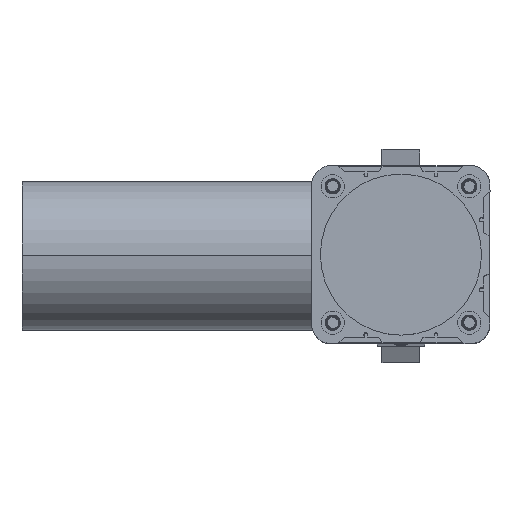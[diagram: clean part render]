
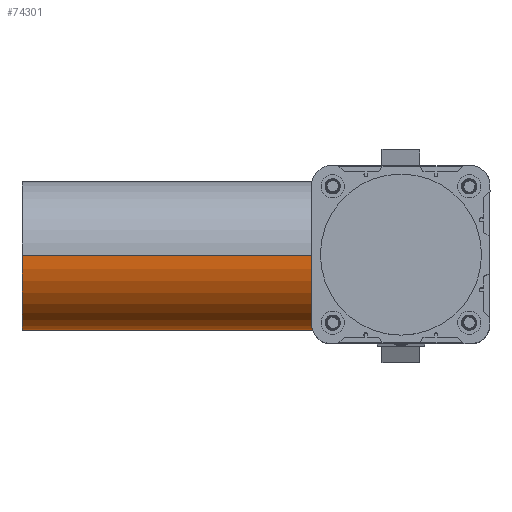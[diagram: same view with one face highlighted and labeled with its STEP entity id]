
A CAD part, top view. The second image highlights one B-rep face of the part: STEP entity #74301.
In plain terms, the highlighted cylindrical face has radius 78.5 mm (diameter 157 mm), a partial arc.
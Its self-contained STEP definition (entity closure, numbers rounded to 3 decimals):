
#159 = CIRCLE ( 'NONE', #38828, 78.5 ) ;
#2653 = AXIS2_PLACEMENT_3D ( 'NONE', #27680, #91584, #51041 ) ;
#4554 = CARTESIAN_POINT ( 'NONE',  ( 0., 420., -78.5 ) ) ;
#11299 = CARTESIAN_POINT ( 'NONE',  ( 0., 420., 78.5 ) ) ;
#19842 = DIRECTION ( 'NONE',  ( 0., -1., 0. ) ) ;
#21292 = CARTESIAN_POINT ( 'NONE',  ( 0., 0., 0. ) ) ;
#22433 = VERTEX_POINT ( 'NONE', #52009 ) ;
#24000 = DIRECTION ( 'NONE',  ( 0., 1., 0. ) ) ;
#26901 = EDGE_CURVE ( 'NONE', #84603, #36245, #32812, .T. ) ;
#27680 = CARTESIAN_POINT ( 'NONE',  ( 0., 420., 0. ) ) ;
#29353 = DIRECTION ( 'NONE',  ( 0., 0., 1. ) ) ;
#31167 = CIRCLE ( 'NONE', #78623, 78.5 ) ;
#31880 = VECTOR ( 'NONE', #19842, 1000. ) ;
#32812 = LINE ( 'NONE', #4554, #72771 ) ;
#36245 = VERTEX_POINT ( 'NONE', #101825 ) ;
#36638 = FACE_OUTER_BOUND ( 'NONE', #66407, .T. ) ;
#38828 = AXIS2_PLACEMENT_3D ( 'NONE', #21292, #77176, #29353 ) ;
#40300 = CARTESIAN_POINT ( 'NONE',  ( 0., 420., -78.5 ) ) ;
#40883 = ORIENTED_EDGE ( 'NONE', *, *, #98814, .F. ) ;
#44869 = ORIENTED_EDGE ( 'NONE', *, *, #54898, .T. ) ;
#47384 = VERTEX_POINT ( 'NONE', #11299 ) ;
#51041 = DIRECTION ( 'NONE',  ( 0., 0., -1. ) ) ;
#52009 = CARTESIAN_POINT ( 'NONE',  ( 0., 0., 78.5 ) ) ;
#54898 = EDGE_CURVE ( 'NONE', #36245, #22433, #159, .T. ) ;
#55474 = ORIENTED_EDGE ( 'NONE', *, *, #26901, .T. ) ;
#66407 = EDGE_LOOP ( 'NONE', ( #96217, #40883, #55474, #44869 ) ) ;
#71845 = CARTESIAN_POINT ( 'NONE',  ( 0., 420., 0. ) ) ;
#72771 = VECTOR ( 'NONE', #76191, 1000. ) ;
#74301 = ADVANCED_FACE ( 'NONE', ( #36638 ), #90392, .T. ) ;
#76191 = DIRECTION ( 'NONE',  ( 0., -1., 0. ) ) ;
#77176 = DIRECTION ( 'NONE',  ( 0., 1., 0. ) ) ;
#78623 = AXIS2_PLACEMENT_3D ( 'NONE', #71845, #24000, #79868 ) ;
#79868 = DIRECTION ( 'NONE',  ( 0., 0., 1. ) ) ;
#84603 = VERTEX_POINT ( 'NONE', #40300 ) ;
#90392 = CYLINDRICAL_SURFACE ( 'NONE', #2653, 78.5 ) ;
#91584 = DIRECTION ( 'NONE',  ( 0., -1., 0. ) ) ;
#93140 = LINE ( 'NONE', #99840, #31880 ) ;
#96217 = ORIENTED_EDGE ( 'NONE', *, *, #103518, .F. ) ;
#98814 = EDGE_CURVE ( 'NONE', #84603, #47384, #31167, .T. ) ;
#99840 = CARTESIAN_POINT ( 'NONE',  ( 0., 420., 78.5 ) ) ;
#101825 = CARTESIAN_POINT ( 'NONE',  ( 0., 0., -78.5 ) ) ;
#103518 = EDGE_CURVE ( 'NONE', #47384, #22433, #93140, .T. ) ;
